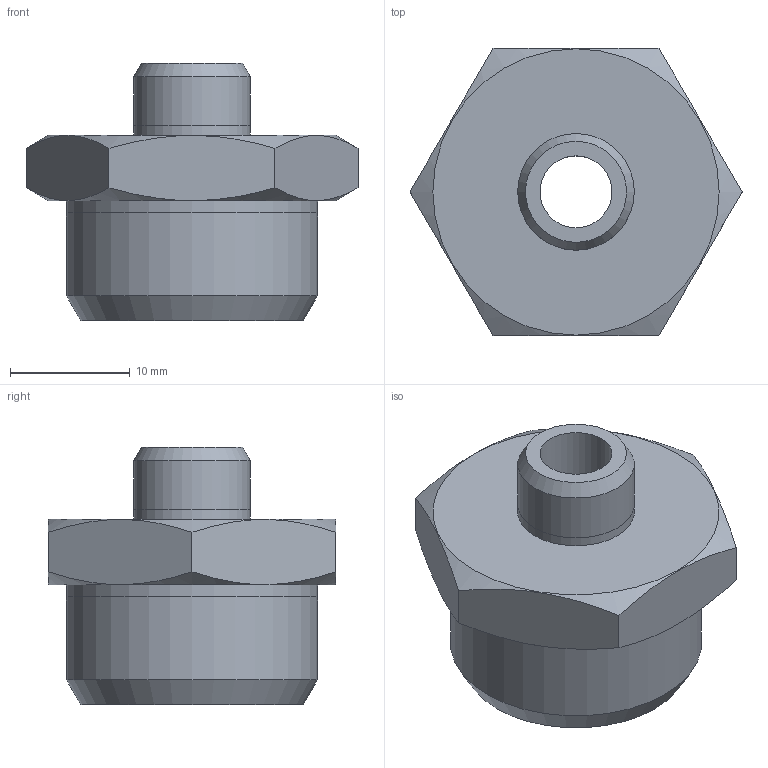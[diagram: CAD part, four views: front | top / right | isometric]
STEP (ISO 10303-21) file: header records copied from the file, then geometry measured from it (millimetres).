
FILE_DESCRIPTION(( 'RA.11.18.12.stp' ), '1');
FILE_NAME( 'RA.11.18.12.stp', '2018-09-27T17:28:12',( 'Sopra'),('sopra-pneumatic.com'), 'SwSTEP 2.0','SolidWorks 2009','' );
FILE_SCHEMA (('AUTOMOTIVE_DESIGN {1 0 10303 214 3 1 1}'));
Length unit declared in the file: millimetre
Products named in the file (1): NR2611812NI
Bounding box: 27.71 x 24 x 21.5 mm (x, y, z)
Volume: 4274.2 mm3; surface area: 2794.2 mm2
Topology: 1 solids, 1 shells, 21 faces, 47 edges, 30 vertices
Faces by surface type: plane 10, cylinder 6, cone 5
Full cylindrical faces by diameter (mm): 6 x1, 9.728 x2, 14 x1, 20.955 x2
Entity records: 715 total; most frequent: CARTESIAN_POINT 152, DIRECTION 78, ORIENTED_EDGE 64, EDGE_LOOP 36, FACE_BOUND 36, AXIS2_PLACEMENT_3D 36, EDGE_CURVE 32, VERTEX_POINT 26
